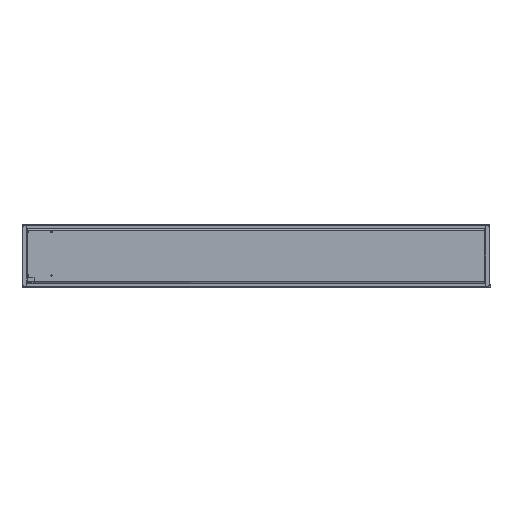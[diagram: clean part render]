
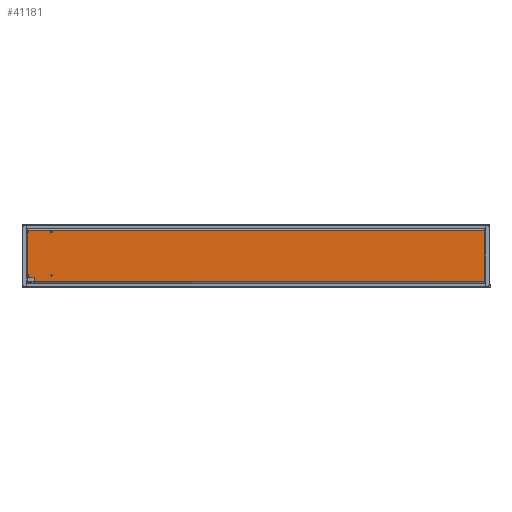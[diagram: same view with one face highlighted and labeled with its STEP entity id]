
A CAD part, front view. The second image highlights one B-rep face of the part: STEP entity #41181.
In plain terms, the highlighted planar face has unit normal (0, -1, 0).
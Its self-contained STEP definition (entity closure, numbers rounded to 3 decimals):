
#592 = AXIS2_PLACEMENT_3D ( 'NONE', #98265, #51556, #14258 ) ;
#689 = DIRECTION ( 'NONE',  ( 0., -1., 0. ) ) ;
#2077 = VECTOR ( 'NONE', #14352, 1000. ) ;
#4201 = ORIENTED_EDGE ( 'NONE', *, *, #30949, .F. ) ;
#4317 = CARTESIAN_POINT ( 'NONE',  ( -762.5, -160., 78. ) ) ;
#4516 = CARTESIAN_POINT ( 'NONE',  ( -764.9, -160., 87.793 ) ) ;
#4871 = EDGE_LOOP ( 'NONE', ( #82653, #33014, #72877, #4201, #73785, #73213 ) ) ;
#5423 = CARTESIAN_POINT ( 'NONE',  ( 0., -160., 86.9 ) ) ;
#5724 = CARTESIAN_POINT ( 'NONE',  ( 0., -160., -72.4 ) ) ;
#6240 = ORIENTED_EDGE ( 'NONE', *, *, #59390, .F. ) ;
#6710 = CARTESIAN_POINT ( 'NONE',  ( 764.9, -160., 86.9 ) ) ;
#8218 = CARTESIAN_POINT ( 'NONE',  ( -742.5, -160., -86.9 ) ) ;
#8561 = EDGE_CURVE ( 'NONE', #98207, #94488, #53103, .T. ) ;
#10686 = EDGE_CURVE ( 'NONE', #12119, #46131, #50297, .T. ) ;
#10816 = CARTESIAN_POINT ( 'NONE',  ( -764.9, -160., 86.9 ) ) ;
#12119 = VERTEX_POINT ( 'NONE', #10816 ) ;
#13729 = VERTEX_POINT ( 'NONE', #6710 ) ;
#13780 = EDGE_CURVE ( 'NONE', #46131, #94488, #82779, .T. ) ;
#14258 = DIRECTION ( 'NONE',  ( 0., 0., -1. ) ) ;
#14352 = DIRECTION ( 'NONE',  ( -1., 0., 0. ) ) ;
#16873 = EDGE_LOOP ( 'NONE', ( #66542 ) ) ;
#17145 = CARTESIAN_POINT ( 'NONE',  ( -684.5, -160., -65. ) ) ;
#19116 = DIRECTION ( 'NONE',  ( 0., -1., 0. ) ) ;
#19121 = CARTESIAN_POINT ( 'NONE',  ( 764.9, -160., 87.793 ) ) ;
#20846 = DIRECTION ( 'NONE',  ( -1., 0., 0. ) ) ;
#21700 = CIRCLE ( 'NONE', #50252, 2. ) ;
#22527 = VECTOR ( 'NONE', #79771, 1000. ) ;
#22608 = DIRECTION ( 'NONE',  ( 1., 0., 0. ) ) ;
#24640 = CARTESIAN_POINT ( 'NONE',  ( -762.5, -160., 80. ) ) ;
#27088 = VERTEX_POINT ( 'NONE', #58388 ) ;
#27897 = DIRECTION ( 'NONE',  ( 0., 0., -1. ) ) ;
#29763 = CARTESIAN_POINT ( 'NONE',  ( -742.5, -160., 0. ) ) ;
#30626 = EDGE_LOOP ( 'NONE', ( #74482 ) ) ;
#30949 = EDGE_CURVE ( 'NONE', #94799, #98207, #83434, .T. ) ;
#31035 = EDGE_LOOP ( 'NONE', ( #36179 ) ) ;
#31146 = CARTESIAN_POINT ( 'NONE',  ( 764.9, -160., -86.9 ) ) ;
#31284 = EDGE_CURVE ( 'NONE', #76495, #76495, #35551, .T. ) ;
#32110 = DIRECTION ( 'NONE',  ( 0., -1., 0. ) ) ;
#32899 = VECTOR ( 'NONE', #22608, 1000. ) ;
#33014 = ORIENTED_EDGE ( 'NONE', *, *, #13780, .T. ) ;
#35551 = CIRCLE ( 'NONE', #592, 2. ) ;
#36179 = ORIENTED_EDGE ( 'NONE', *, *, #31284, .F. ) ;
#36586 = DIRECTION ( 'NONE',  ( 0., 0., -1. ) ) ;
#38110 = CARTESIAN_POINT ( 'NONE',  ( -684.5, -160., -67. ) ) ;
#39912 = CIRCLE ( 'NONE', #60542, 2. ) ;
#40515 = DIRECTION ( 'NONE',  ( 0., 0., -1. ) ) ;
#41181 = ADVANCED_FACE ( 'NONE', ( #62725, #56224, #71644, #70168, #63695 ), #94029, .T. ) ;
#42060 = VECTOR ( 'NONE', #91869, 1000. ) ;
#46131 = VERTEX_POINT ( 'NONE', #86380 ) ;
#50252 = AXIS2_PLACEMENT_3D ( 'NONE', #24640, #32110, #54968 ) ;
#50297 = LINE ( 'NONE', #4516, #85495 ) ;
#51556 = DIRECTION ( 'NONE',  ( 0., -1., 0. ) ) ;
#52147 = CARTESIAN_POINT ( 'NONE',  ( 0., -160., -86.9 ) ) ;
#53103 = LINE ( 'NONE', #29763, #42060 ) ;
#54636 = EDGE_CURVE ( 'NONE', #72445, #72445, #21700, .T. ) ;
#54968 = DIRECTION ( 'NONE',  ( 0., 0., -1. ) ) ;
#55492 = VECTOR ( 'NONE', #20846, 1000. ) ;
#56224 = FACE_BOUND ( 'NONE', #91738, .T. ) ;
#57737 = EDGE_CURVE ( 'NONE', #13729, #12119, #81014, .T. ) ;
#58388 = CARTESIAN_POINT ( 'NONE',  ( -684.5, -160., 78. ) ) ;
#58987 = VERTEX_POINT ( 'NONE', #38110 ) ;
#59390 = EDGE_CURVE ( 'NONE', #58987, #58987, #39912, .T. ) ;
#60542 = AXIS2_PLACEMENT_3D ( 'NONE', #17145, #19116, #40515 ) ;
#60741 = AXIS2_PLACEMENT_3D ( 'NONE', #86057, #62239, #85090 ) ;
#62239 = DIRECTION ( 'NONE',  ( 0., -1., 0. ) ) ;
#62725 = FACE_BOUND ( 'NONE', #30626, .T. ) ;
#63695 = FACE_OUTER_BOUND ( 'NONE', #4871, .T. ) ;
#66542 = ORIENTED_EDGE ( 'NONE', *, *, #54636, .F. ) ;
#67464 = AXIS2_PLACEMENT_3D ( 'NONE', #68821, #689, #36586 ) ;
#68520 = CARTESIAN_POINT ( 'NONE',  ( -762.5, -160., -67. ) ) ;
#68821 = CARTESIAN_POINT ( 'NONE',  ( -684.5, -160., 80. ) ) ;
#70168 = FACE_BOUND ( 'NONE', #16873, .T. ) ;
#70820 = LINE ( 'NONE', #19121, #22527 ) ;
#71644 = FACE_BOUND ( 'NONE', #31035, .T. ) ;
#72445 = VERTEX_POINT ( 'NONE', #4317 ) ;
#72877 = ORIENTED_EDGE ( 'NONE', *, *, #8561, .F. ) ;
#73213 = ORIENTED_EDGE ( 'NONE', *, *, #57737, .T. ) ;
#73785 = ORIENTED_EDGE ( 'NONE', *, *, #89943, .F. ) ;
#74482 = ORIENTED_EDGE ( 'NONE', *, *, #76745, .F. ) ;
#76495 = VERTEX_POINT ( 'NONE', #68520 ) ;
#76745 = EDGE_CURVE ( 'NONE', #27088, #27088, #84922, .T. ) ;
#79447 = CARTESIAN_POINT ( 'NONE',  ( -742.5, -160., -72.4 ) ) ;
#79771 = DIRECTION ( 'NONE',  ( 0., 0., -1. ) ) ;
#81014 = LINE ( 'NONE', #5423, #55492 ) ;
#82653 = ORIENTED_EDGE ( 'NONE', *, *, #10686, .T. ) ;
#82779 = LINE ( 'NONE', #5724, #32899 ) ;
#83434 = LINE ( 'NONE', #52147, #2077 ) ;
#84922 = CIRCLE ( 'NONE', #67464, 2. ) ;
#85090 = DIRECTION ( 'NONE',  ( 0., 0., -1. ) ) ;
#85495 = VECTOR ( 'NONE', #27897, 1000. ) ;
#86057 = CARTESIAN_POINT ( 'NONE',  ( 0., -160., 0. ) ) ;
#86380 = CARTESIAN_POINT ( 'NONE',  ( -764.9, -160., -72.4 ) ) ;
#89943 = EDGE_CURVE ( 'NONE', #13729, #94799, #70820, .T. ) ;
#91738 = EDGE_LOOP ( 'NONE', ( #6240 ) ) ;
#91869 = DIRECTION ( 'NONE',  ( 0., 0., 1. ) ) ;
#94029 = PLANE ( 'NONE',  #60741 ) ;
#94488 = VERTEX_POINT ( 'NONE', #79447 ) ;
#94799 = VERTEX_POINT ( 'NONE', #31146 ) ;
#98207 = VERTEX_POINT ( 'NONE', #8218 ) ;
#98265 = CARTESIAN_POINT ( 'NONE',  ( -762.5, -160., -65. ) ) ;
